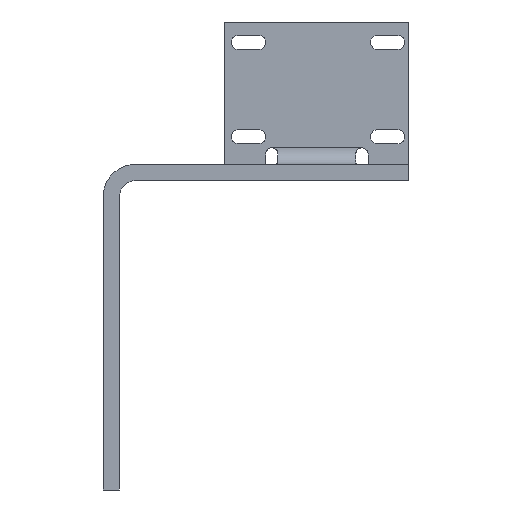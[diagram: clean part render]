
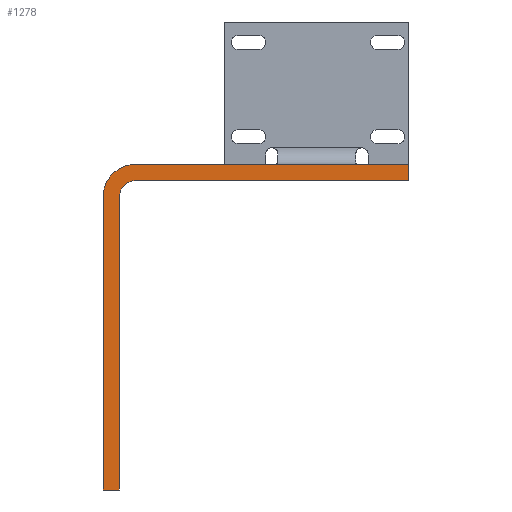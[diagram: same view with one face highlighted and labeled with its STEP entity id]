
A CAD part, left-side view. The second image highlights one B-rep face of the part: STEP entity #1278.
In plain terms, the highlighted planar face has unit normal (-1, 0, 0).
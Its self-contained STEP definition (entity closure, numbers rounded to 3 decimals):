
#32 = ORIENTED_EDGE ( 'NONE', *, *, #207, .F. ) ;
#87 = VECTOR ( 'NONE', #813, 1000. ) ;
#93 = DIRECTION ( 'NONE',  ( 0., -1., 0. ) ) ;
#207 = EDGE_CURVE ( 'NONE', #2252, #3091, #3440, .T. ) ;
#218 = DIRECTION ( 'NONE',  ( 0., -1., 0. ) ) ;
#236 = VECTOR ( 'NONE', #93, 1000. ) ;
#245 = DIRECTION ( 'NONE',  ( 1., 0., 0. ) ) ;
#256 = LINE ( 'NONE', #3169, #2028 ) ;
#278 = CARTESIAN_POINT ( 'NONE',  ( -29.4, -35.75, 4. ) ) ;
#283 = DIRECTION ( 'NONE',  ( 0., 0., -1. ) ) ;
#284 = ORIENTED_EDGE ( 'NONE', *, *, #1783, .F. ) ;
#288 = EDGE_CURVE ( 'NONE', #337, #469, #2515, .T. ) ;
#337 = VERTEX_POINT ( 'NONE', #2313 ) ;
#422 = EDGE_CURVE ( 'NONE', #429, #337, #1237, .T. ) ;
#429 = VERTEX_POINT ( 'NONE', #3415 ) ;
#469 = VERTEX_POINT ( 'NONE', #278 ) ;
#470 = DIRECTION ( 'NONE',  ( -1., 0., 0. ) ) ;
#505 = VERTEX_POINT ( 'NONE', #753 ) ;
#543 = PLANE ( 'NONE',  #2525 ) ;
#578 = CIRCLE ( 'NONE', #1471, 4. ) ;
#626 = DIRECTION ( 'NONE',  ( 0., 0., 1. ) ) ;
#679 = DIRECTION ( 'NONE',  ( 0., 0., -1. ) ) ;
#753 = CARTESIAN_POINT ( 'NONE',  ( -29.4, 39., -75.6 ) ) ;
#776 = CARTESIAN_POINT ( 'NONE',  ( -29.4, 31., -4. ) ) ;
#813 = DIRECTION ( 'NONE',  ( 0., 0., 1. ) ) ;
#992 = DIRECTION ( 'NONE',  ( 0., 0., -1. ) ) ;
#1101 = VERTEX_POINT ( 'NONE', #1942 ) ;
#1200 = VECTOR ( 'NONE', #626, 1000. ) ;
#1203 = CARTESIAN_POINT ( 'NONE',  ( -29.4, 31., -4. ) ) ;
#1237 = LINE ( 'NONE', #2013, #1882 ) ;
#1278 = ADVANCED_FACE ( 'NONE', ( #2872 ), #543, .F. ) ;
#1342 = ORIENTED_EDGE ( 'NONE', *, *, #3233, .F. ) ;
#1352 = CARTESIAN_POINT ( 'NONE',  ( -29.4, 39., -4. ) ) ;
#1425 = LINE ( 'NONE', #2005, #236 ) ;
#1471 = AXIS2_PLACEMENT_3D ( 'NONE', #1203, #470, #679 ) ;
#1516 = CARTESIAN_POINT ( 'NONE',  ( -29.4, 35., -4. ) ) ;
#1517 = EDGE_CURVE ( 'NONE', #429, #3159, #578, .T. ) ;
#1528 = CARTESIAN_POINT ( 'NONE',  ( -29.4, 31., 4. ) ) ;
#1611 = CARTESIAN_POINT ( 'NONE',  ( -29.4, 39., -41.5 ) ) ;
#1656 = DIRECTION ( 'NONE',  ( 1., 0., 0. ) ) ;
#1783 = EDGE_CURVE ( 'NONE', #3159, #1101, #2063, .T. ) ;
#1802 = EDGE_LOOP ( 'NONE', ( #2809, #1941, #284, #2022, #2307, #3190, #1342, #32 ) ) ;
#1815 = LINE ( 'NONE', #1611, #87 ) ;
#1839 = DIRECTION ( 'NONE',  ( 0., 0., -1. ) ) ;
#1882 = VECTOR ( 'NONE', #218, 1000. ) ;
#1941 = ORIENTED_EDGE ( 'NONE', *, *, #2462, .T. ) ;
#1942 = CARTESIAN_POINT ( 'NONE',  ( -29.4, 35., -75.6 ) ) ;
#2005 = CARTESIAN_POINT ( 'NONE',  ( -29.4, 39., -75.6 ) ) ;
#2013 = CARTESIAN_POINT ( 'NONE',  ( -29.4, -26., 0. ) ) ;
#2022 = ORIENTED_EDGE ( 'NONE', *, *, #1517, .F. ) ;
#2028 = VECTOR ( 'NONE', #2669, 1000. ) ;
#2035 = AXIS2_PLACEMENT_3D ( 'NONE', #776, #1656, #1839 ) ;
#2063 = LINE ( 'NONE', #1516, #2873 ) ;
#2252 = VERTEX_POINT ( 'NONE', #1352 ) ;
#2307 = ORIENTED_EDGE ( 'NONE', *, *, #422, .T. ) ;
#2313 = CARTESIAN_POINT ( 'NONE',  ( -29.4, -35.75, 0. ) ) ;
#2462 = EDGE_CURVE ( 'NONE', #505, #1101, #1425, .T. ) ;
#2515 = LINE ( 'NONE', #3334, #1200 ) ;
#2525 = AXIS2_PLACEMENT_3D ( 'NONE', #2638, #245, #283 ) ;
#2556 = CARTESIAN_POINT ( 'NONE',  ( -29.4, 35., -4. ) ) ;
#2638 = CARTESIAN_POINT ( 'NONE',  ( -29.4, -26., 4. ) ) ;
#2669 = DIRECTION ( 'NONE',  ( 0., -1., 0. ) ) ;
#2809 = ORIENTED_EDGE ( 'NONE', *, *, #3307, .F. ) ;
#2872 = FACE_OUTER_BOUND ( 'NONE', #1802, .T. ) ;
#2873 = VECTOR ( 'NONE', #992, 1000. ) ;
#3091 = VERTEX_POINT ( 'NONE', #1528 ) ;
#3159 = VERTEX_POINT ( 'NONE', #2556 ) ;
#3169 = CARTESIAN_POINT ( 'NONE',  ( -29.4, -26., 4. ) ) ;
#3190 = ORIENTED_EDGE ( 'NONE', *, *, #288, .T. ) ;
#3233 = EDGE_CURVE ( 'NONE', #3091, #469, #256, .T. ) ;
#3307 = EDGE_CURVE ( 'NONE', #505, #2252, #1815, .T. ) ;
#3334 = CARTESIAN_POINT ( 'NONE',  ( -29.4, -35.75, -75.6 ) ) ;
#3415 = CARTESIAN_POINT ( 'NONE',  ( -29.4, 31., 0. ) ) ;
#3440 = CIRCLE ( 'NONE', #2035, 8. ) ;
